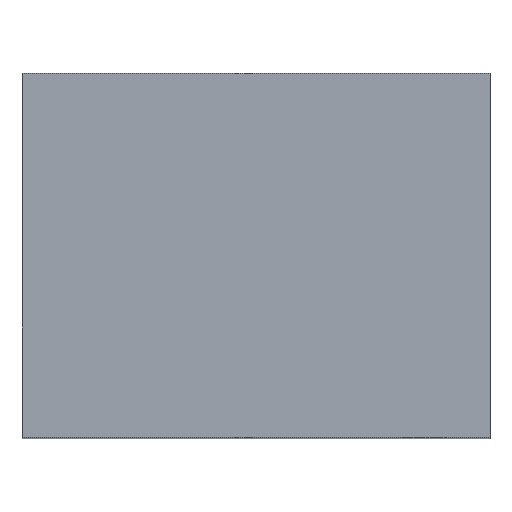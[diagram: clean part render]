
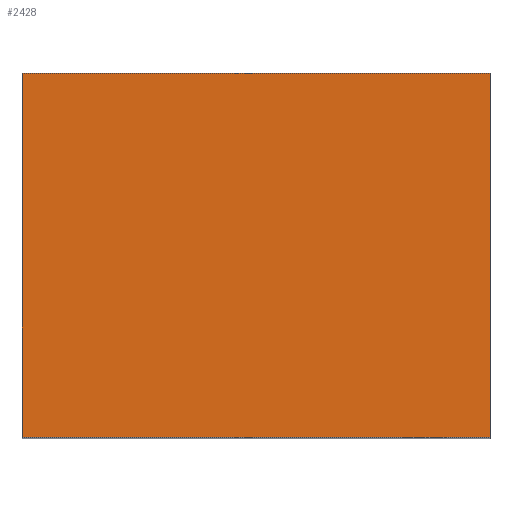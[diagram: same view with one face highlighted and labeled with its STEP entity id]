
A CAD part, top view. The second image highlights one B-rep face of the part: STEP entity #2428.
In plain terms, the highlighted planar face has unit normal (0, 0, 1).
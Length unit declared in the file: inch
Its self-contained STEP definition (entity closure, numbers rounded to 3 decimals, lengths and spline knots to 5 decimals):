
#143=DIRECTION('',(0.,-1.,0.));
#144=VECTOR('',#143,3.5);
#145=CARTESIAN_POINT('',(0.,0.,7.688));
#146=LINE('',#145,#144);
#147=DIRECTION('',(-1.,0.,0.));
#148=VECTOR('',#147,4.5);
#149=CARTESIAN_POINT('',(4.5,0.,7.688));
#150=LINE('',#149,#148);
#151=DIRECTION('',(0.,1.,0.));
#152=VECTOR('',#151,3.5);
#153=CARTESIAN_POINT('',(4.5,-3.5,7.688));
#154=LINE('',#153,#152);
#155=DIRECTION('',(1.,0.,0.));
#156=VECTOR('',#155,4.5);
#157=CARTESIAN_POINT('',(0.,-3.5,7.688));
#158=LINE('',#157,#156);
#1968=CARTESIAN_POINT('',(0.,0.,7.688));
#1969=CARTESIAN_POINT('',(0.,-3.5,7.688));
#1970=VERTEX_POINT('',#1968);
#1971=VERTEX_POINT('',#1969);
#1972=CARTESIAN_POINT('',(4.5,-3.5,7.688));
#1973=VERTEX_POINT('',#1972);
#1974=CARTESIAN_POINT('',(4.5,0.,7.688));
#1975=VERTEX_POINT('',#1974);
#2417=CARTESIAN_POINT('',(0.,0.,7.688));
#2418=DIRECTION('',(0.,0.,1.));
#2419=DIRECTION('',(1.,0.,0.));
#2420=AXIS2_PLACEMENT_3D('',#2417,#2418,#2419);
#2421=PLANE('',#2420);
#2422=ORIENTED_EDGE('',*,*,#2309,.F.);
#2423=ORIENTED_EDGE('',*,*,#2342,.F.);
#2424=ORIENTED_EDGE('',*,*,#2386,.F.);
#2425=ORIENTED_EDGE('',*,*,#2399,.F.);
#2426=EDGE_LOOP('',(#2422,#2423,#2424,#2425));
#2427=FACE_OUTER_BOUND('',#2426,.F.);
#2428=ADVANCED_FACE('',(#2427),#2421,.T.);
#2309=EDGE_CURVE('',#1970,#1971,#146,.T.);
#2342=EDGE_CURVE('',#1975,#1970,#150,.T.);
#2386=EDGE_CURVE('',#1973,#1975,#154,.T.);
#2399=EDGE_CURVE('',#1971,#1973,#158,.T.);
